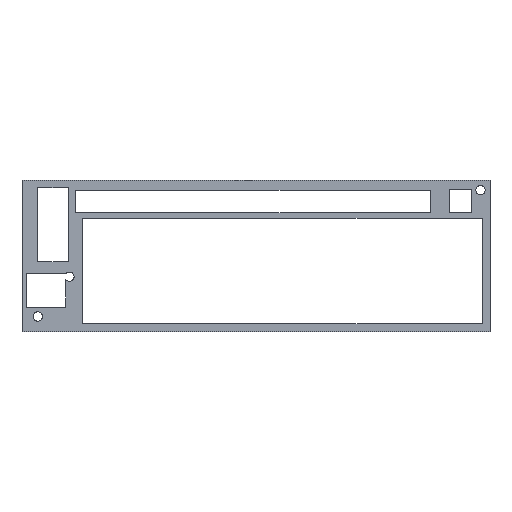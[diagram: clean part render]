
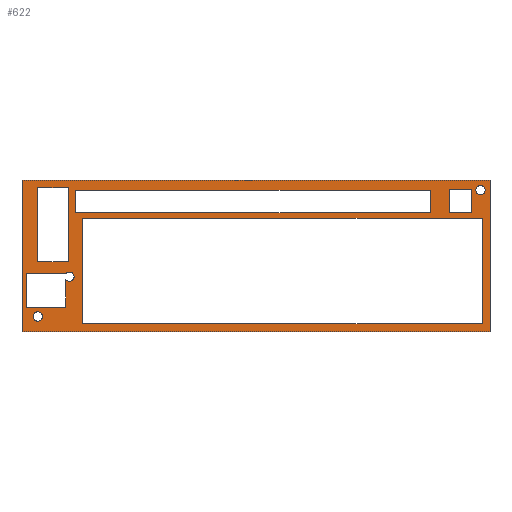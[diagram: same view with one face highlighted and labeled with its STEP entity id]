
A CAD part, top view. The second image highlights one B-rep face of the part: STEP entity #622.
In plain terms, the highlighted planar face has unit normal (0, 0, 1).
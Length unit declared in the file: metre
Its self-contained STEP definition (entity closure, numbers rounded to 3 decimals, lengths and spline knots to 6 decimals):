
#13=CIRCLE('',#642,0.003175);
#14=CIRCLE('',#660,0.003175);
#16=CIRCLE('',#669,0.003175);
#129=ORIENTED_EDGE('',*,*,#243,.F.);
#130=ORIENTED_EDGE('',*,*,#247,.T.);
#131=ORIENTED_EDGE('',*,*,#250,.T.);
#132=ORIENTED_EDGE('',*,*,#264,.F.);
#133=ORIENTED_EDGE('',*,*,#233,.F.);
#134=ORIENTED_EDGE('',*,*,#237,.T.);
#135=ORIENTED_EDGE('',*,*,#240,.T.);
#136=ORIENTED_EDGE('',*,*,#262,.F.);
#137=ORIENTED_EDGE('',*,*,#223,.F.);
#138=ORIENTED_EDGE('',*,*,#227,.T.);
#139=ORIENTED_EDGE('',*,*,#230,.F.);
#140=ORIENTED_EDGE('',*,*,#260,.F.);
#141=ORIENTED_EDGE('',*,*,#213,.F.);
#142=ORIENTED_EDGE('',*,*,#217,.F.);
#143=ORIENTED_EDGE('',*,*,#220,.T.);
#144=ORIENTED_EDGE('',*,*,#258,.T.);
#145=ORIENTED_EDGE('',*,*,#203,.F.);
#146=ORIENTED_EDGE('',*,*,#207,.F.);
#147=ORIENTED_EDGE('',*,*,#210,.T.);
#148=ORIENTED_EDGE('',*,*,#256,.T.);
#149=ORIENTED_EDGE('',*,*,#187,.F.);
#150=ORIENTED_EDGE('',*,*,#191,.T.);
#151=ORIENTED_EDGE('',*,*,#194,.F.);
#152=ORIENTED_EDGE('',*,*,#197,.F.);
#153=ORIENTED_EDGE('',*,*,#200,.T.);
#154=ORIENTED_EDGE('',*,*,#254,.F.);
#155=ORIENTED_EDGE('',*,*,#251,.F.);
#156=ORIENTED_EDGE('',*,*,#265,.F.);
#187=EDGE_CURVE('',#269,#270,#325,.T.);
#191=EDGE_CURVE('',#269,#272,#329,.T.);
#194=EDGE_CURVE('',#274,#272,#332,.T.);
#197=EDGE_CURVE('',#276,#274,#13,.T.);
#200=EDGE_CURVE('',#276,#278,#336,.T.);
#203=EDGE_CURVE('',#281,#282,#339,.T.);
#207=EDGE_CURVE('',#284,#281,#343,.T.);
#210=EDGE_CURVE('',#284,#286,#346,.T.);
#213=EDGE_CURVE('',#289,#290,#349,.T.);
#217=EDGE_CURVE('',#292,#289,#353,.T.);
#220=EDGE_CURVE('',#292,#294,#356,.T.);
#223=EDGE_CURVE('',#297,#298,#359,.T.);
#227=EDGE_CURVE('',#297,#300,#363,.T.);
#230=EDGE_CURVE('',#302,#300,#366,.T.);
#233=EDGE_CURVE('',#305,#306,#369,.T.);
#237=EDGE_CURVE('',#305,#308,#373,.T.);
#240=EDGE_CURVE('',#308,#310,#376,.T.);
#243=EDGE_CURVE('',#313,#314,#379,.T.);
#247=EDGE_CURVE('',#313,#316,#383,.T.);
#250=EDGE_CURVE('',#316,#318,#386,.T.);
#251=EDGE_CURVE('',#319,#319,#14,.T.);
#254=EDGE_CURVE('',#270,#278,#388,.T.);
#256=EDGE_CURVE('',#286,#282,#390,.T.);
#258=EDGE_CURVE('',#294,#290,#392,.T.);
#260=EDGE_CURVE('',#298,#302,#394,.T.);
#262=EDGE_CURVE('',#306,#310,#396,.T.);
#264=EDGE_CURVE('',#314,#318,#398,.T.);
#265=EDGE_CURVE('',#321,#321,#16,.T.);
#269=VERTEX_POINT('',#829);
#270=VERTEX_POINT('',#831);
#272=VERTEX_POINT('',#837);
#274=VERTEX_POINT('',#843);
#276=VERTEX_POINT('',#849);
#278=VERTEX_POINT('',#855);
#281=VERTEX_POINT('',#862);
#282=VERTEX_POINT('',#864);
#284=VERTEX_POINT('',#870);
#286=VERTEX_POINT('',#876);
#289=VERTEX_POINT('',#883);
#290=VERTEX_POINT('',#885);
#292=VERTEX_POINT('',#891);
#294=VERTEX_POINT('',#897);
#297=VERTEX_POINT('',#904);
#298=VERTEX_POINT('',#906);
#300=VERTEX_POINT('',#912);
#302=VERTEX_POINT('',#918);
#305=VERTEX_POINT('',#925);
#306=VERTEX_POINT('',#927);
#308=VERTEX_POINT('',#933);
#310=VERTEX_POINT('',#939);
#313=VERTEX_POINT('',#946);
#314=VERTEX_POINT('',#948);
#316=VERTEX_POINT('',#954);
#318=VERTEX_POINT('',#960);
#319=VERTEX_POINT('',#964);
#321=VERTEX_POINT('',#987);
#325=LINE('',#830,#401);
#329=LINE('',#838,#405);
#332=LINE('',#844,#408);
#336=LINE('',#856,#412);
#339=LINE('',#863,#415);
#343=LINE('',#871,#419);
#346=LINE('',#877,#422);
#349=LINE('',#884,#425);
#353=LINE('',#892,#429);
#356=LINE('',#898,#432);
#359=LINE('',#905,#435);
#363=LINE('',#913,#439);
#366=LINE('',#919,#442);
#369=LINE('',#926,#445);
#373=LINE('',#934,#449);
#376=LINE('',#940,#452);
#379=LINE('',#947,#455);
#383=LINE('',#955,#459);
#386=LINE('',#961,#462);
#388=LINE('',#969,#464);
#390=LINE('',#972,#466);
#392=LINE('',#975,#468);
#394=LINE('',#978,#470);
#396=LINE('',#981,#472);
#398=LINE('',#984,#474);
#401=VECTOR('',#679,1.);
#405=VECTOR('',#685,1.);
#408=VECTOR('',#690,1.);
#412=VECTOR('',#702,1.);
#415=VECTOR('',#707,1.);
#419=VECTOR('',#713,1.);
#422=VECTOR('',#718,1.);
#425=VECTOR('',#723,1.);
#429=VECTOR('',#729,1.);
#432=VECTOR('',#734,1.);
#435=VECTOR('',#739,1.);
#439=VECTOR('',#745,1.);
#442=VECTOR('',#750,1.);
#445=VECTOR('',#755,1.);
#449=VECTOR('',#761,1.);
#452=VECTOR('',#766,1.);
#455=VECTOR('',#771,1.);
#459=VECTOR('',#777,1.);
#462=VECTOR('',#782,1.);
#464=VECTOR('',#792,1.);
#466=VECTOR('',#796,1.);
#468=VECTOR('',#800,1.);
#470=VECTOR('',#804,1.);
#472=VECTOR('',#808,1.);
#474=VECTOR('',#812,1.);
#505=EDGE_LOOP('',(#129,#130,#131,#132));
#506=EDGE_LOOP('',(#133,#134,#135,#136));
#507=EDGE_LOOP('',(#137,#138,#139,#140));
#508=EDGE_LOOP('',(#141,#142,#143,#144));
#509=EDGE_LOOP('',(#145,#146,#147,#148));
#510=EDGE_LOOP('',(#149,#150,#151,#152,#153,#154));
#511=EDGE_LOOP('',(#155));
#512=EDGE_LOOP('',(#156));
#551=FACE_BOUND('',#505,.T.);
#552=FACE_BOUND('',#506,.T.);
#553=FACE_BOUND('',#507,.T.);
#554=FACE_BOUND('',#508,.T.);
#555=FACE_BOUND('',#509,.T.);
#556=FACE_BOUND('',#510,.T.);
#557=FACE_BOUND('',#511,.T.);
#558=FACE_BOUND('',#512,.T.);
#592=PLANE('',#671);
#622=ADVANCED_FACE('',(#551,#552,#553,#554,#555,#556,#557,#558),#592,.T.);
#642=AXIS2_PLACEMENT_3D('',#850,#696,#697);
#660=AXIS2_PLACEMENT_3D('',#963,#785,#786);
#669=AXIS2_PLACEMENT_3D('',#986,#815,#816);
#671=AXIS2_PLACEMENT_3D('',#990,#819,#820);
#679=DIRECTION('',(0.,-1.,0.));
#685=DIRECTION('',(1.,0.,0.));
#690=DIRECTION('',(0.,1.,0.));
#696=DIRECTION('',(0.,0.,1.));
#697=DIRECTION('',(0.,-1.,0.));
#702=DIRECTION('',(0.,-1.,0.));
#707=DIRECTION('',(1.,0.,0.));
#713=DIRECTION('',(0.,-1.,0.));
#718=DIRECTION('',(1.,0.,0.));
#723=DIRECTION('',(-1.,0.,0.));
#729=DIRECTION('',(0.,1.,0.));
#734=DIRECTION('',(-1.,0.,0.));
#739=DIRECTION('',(1.,0.,0.));
#745=DIRECTION('',(0.,1.,0.));
#750=DIRECTION('',(-1.,0.,0.));
#755=DIRECTION('',(0.,-1.,0.));
#761=DIRECTION('',(1.,0.,0.));
#766=DIRECTION('',(0.,-1.,0.));
#771=DIRECTION('',(1.,0.,0.));
#777=DIRECTION('',(0.,-1.,0.));
#782=DIRECTION('',(1.,0.,0.));
#785=DIRECTION('',(0.,0.,1.));
#786=DIRECTION('',(0.,-1.,0.));
#792=DIRECTION('',(1.,0.,0.));
#796=DIRECTION('',(0.,-1.,0.));
#800=DIRECTION('',(0.,1.,0.));
#804=DIRECTION('',(0.,1.,0.));
#808=DIRECTION('',(1.,0.,0.));
#812=DIRECTION('',(0.,-1.,0.));
#815=DIRECTION('',(0.,0.,1.));
#816=DIRECTION('',(0.,-1.,0.));
#819=DIRECTION('',(0.,0.,1.));
#820=DIRECTION('',(1.,0.,0.));
#829=CARTESIAN_POINT('',(-0.003705,-0.08726,0.00762));
#830=CARTESIAN_POINT('',(-0.003705,-0.101165,0.00762));
#831=CARTESIAN_POINT('',(-0.003705,-0.1108,0.00762));
#837=CARTESIAN_POINT('',(0.02361,-0.08726,0.00762));
#838=CARTESIAN_POINT('',(0.009953,-0.08726,0.00762));
#843=CARTESIAN_POINT('',(0.02361,-0.087789,0.00762));
#844=CARTESIAN_POINT('',(0.02361,-0.087524,0.00762));
#849=CARTESIAN_POINT('',(0.02361,-0.091651,0.00762));
#850=CARTESIAN_POINT('',(0.02613,-0.08972,0.00762));
#855=CARTESIAN_POINT('',(0.02361,-0.1108,0.00762));
#856=CARTESIAN_POINT('',(0.02361,-0.101226,0.00762));
#862=CARTESIAN_POINT('',(0.035055,-0.122107,0.00762));
#863=CARTESIAN_POINT('',(0.308822,-0.122107,0.00762));
#864=CARTESIAN_POINT('',(0.310212,-0.122107,0.00762));
#870=CARTESIAN_POINT('',(0.035055,-0.049357,0.00762));
#871=CARTESIAN_POINT('',(0.035055,-0.086732,0.00762));
#876=CARTESIAN_POINT('',(0.310212,-0.049357,0.00762));
#877=CARTESIAN_POINT('',(0.172634,-0.049357,0.00762));
#883=CARTESIAN_POINT('',(0.303068,-0.029924,0.00762));
#884=CARTESIAN_POINT('',(0.295268,-0.029924,0.00762));
#885=CARTESIAN_POINT('',(0.287468,-0.029924,0.00762));
#891=CARTESIAN_POINT('',(0.303068,-0.045907,0.00762));
#892=CARTESIAN_POINT('',(0.303068,-0.036995,0.00762));
#897=CARTESIAN_POINT('',(0.287468,-0.045907,0.00762));
#898=CARTESIAN_POINT('',(0.295268,-0.045907,0.00762));
#904=CARTESIAN_POINT('',(0.030293,-0.045907,0.00762));
#905=CARTESIAN_POINT('',(0.272926,-0.045907,0.00762));
#906=CARTESIAN_POINT('',(0.274493,-0.045907,0.00762));
#912=CARTESIAN_POINT('',(0.030293,-0.030303,0.00762));
#913=CARTESIAN_POINT('',(0.030293,-0.038105,0.00762));
#918=CARTESIAN_POINT('',(0.274493,-0.030303,0.00762));
#919=CARTESIAN_POINT('',(0.152393,-0.030303,0.00762));
#925=CARTESIAN_POINT('',(0.0043,-0.02857,0.00762));
#926=CARTESIAN_POINT('',(0.0043,-0.05407,0.00762));
#927=CARTESIAN_POINT('',(0.0043,-0.07957,0.00762));
#933=CARTESIAN_POINT('',(0.0253,-0.02857,0.00762));
#934=CARTESIAN_POINT('',(0.0148,-0.02857,0.00762));
#939=CARTESIAN_POINT('',(0.0253,-0.07957,0.00762));
#940=CARTESIAN_POINT('',(0.0253,-0.05407,0.00762));
#946=CARTESIAN_POINT('',(-0.00654,-0.02346,0.00762));
#947=CARTESIAN_POINT('',(0.1545,-0.02346,0.00762));
#948=CARTESIAN_POINT('',(0.31554,-0.02346,0.00762));
#954=CARTESIAN_POINT('',(-0.00654,-0.12754,0.00762));
#955=CARTESIAN_POINT('',(-0.00654,-0.0755,0.00762));
#960=CARTESIAN_POINT('',(0.31554,-0.12754,0.00762));
#961=CARTESIAN_POINT('',(0.1545,-0.12754,0.00762));
#963=CARTESIAN_POINT('',(0.00426,-0.11715,0.00762));
#964=CARTESIAN_POINT('',(0.00426,-0.120325,0.00762));
#969=CARTESIAN_POINT('',(0.009953,-0.1108,0.00762));
#972=CARTESIAN_POINT('',(0.310212,-0.084945,0.00762));
#975=CARTESIAN_POINT('',(0.287468,-0.038785,0.00762));
#978=CARTESIAN_POINT('',(0.274493,-0.037421,0.00762));
#981=CARTESIAN_POINT('',(0.0148,-0.07957,0.00762));
#984=CARTESIAN_POINT('',(0.31554,-0.0755,0.00762));
#986=CARTESIAN_POINT('',(0.30902,-0.03015,0.00762));
#987=CARTESIAN_POINT('',(0.30902,-0.033325,0.00762));
#990=CARTESIAN_POINT('',(0.1545,-0.0755,0.00762));
